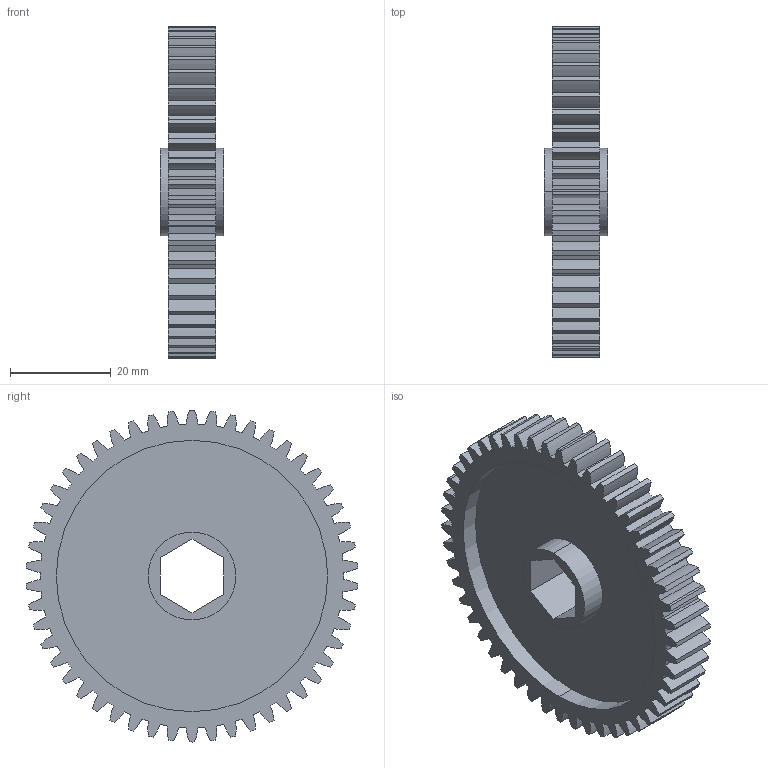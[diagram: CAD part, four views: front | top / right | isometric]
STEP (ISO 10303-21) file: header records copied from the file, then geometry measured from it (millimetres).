
FILE_DESCRIPTION (( 'STEP AP214' ), '1' );
FILE_NAME ('am-3488 50T 20DP 500hex 375 FW.STEP', '2016-11-04T21:04:44', ( '' ), ( '' ), 'SwSTEP 2.0', 'SolidWorks 2014', '' );
FILE_SCHEMA (( 'AUTOMOTIVE_DESIGN' ));
Length unit declared in the file: inch
Products named in the file (1): am-3488 50T 20DP 500hex 375 FW
Bounding box: 12.7 x 65.97 x 66.04 mm (x, y, z)
Volume: 14410.7 mm3; surface area: 12212.4 mm2
Topology: 1 solids, 1 shells, 225 faces, 657 edges, 438 vertices
Faces by surface type: cylinder 213, plane 12
Entity records: 7761 total; most frequent: DIRECTION 1535, CARTESIAN_POINT 1321, ORIENTED_EDGE 1314, EDGE_CURVE 657, AXIS2_PLACEMENT_3D 652, VERTEX_POINT 438, CIRCLE 426, EDGE_LOOP 231
